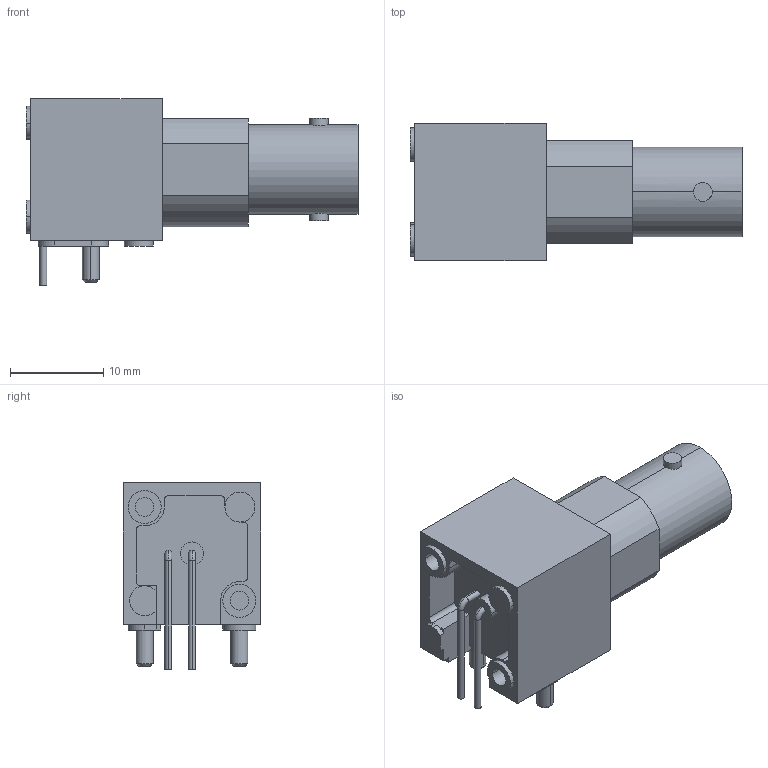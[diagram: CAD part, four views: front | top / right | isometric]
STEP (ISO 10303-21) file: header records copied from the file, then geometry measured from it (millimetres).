
FILE_DESCRIPTION(('FreeCAD Model'),'2;1');
FILE_NAME('C-1-1634508-0.step','2017-08-29T18:13:44' ,('kicad StepUp'),('ksu MCAD'),'Open CASCADE STEP processor 6.8', 'FreeCAD','Unknown');
FILE_SCHEMA(('AUTOMOTIVE_DESIGN_CC2 { 1 2 10303 214 -1 1 5 4 }'));
Length unit declared in the file: millimetre
Products named in the file (2): ASSEMBLY; C-1-1634508-0
Assembly tree (1 placements, depth 2):
  ASSEMBLY
    C-1-1634508-0
Bounding box: 35.6 x 14.76 x 20 mm (x, y, z)
Volume: 4204.2 mm3; surface area: 2645.6 mm2
Topology: 1 solids, 1 shells, 118 faces, 278 edges, 179 vertices
Faces by surface type: cylinder 57, plane 51, cone 6, torus 4
Entity records: 3502 total; most frequent: CARTESIAN_POINT 637, DIRECTION 635, ORIENTED_EDGE 556, EDGE_CURVE 278, AXIS2_PLACEMENT_3D 241, VERTEX_POINT 179, LINE 153, VECTOR 153
